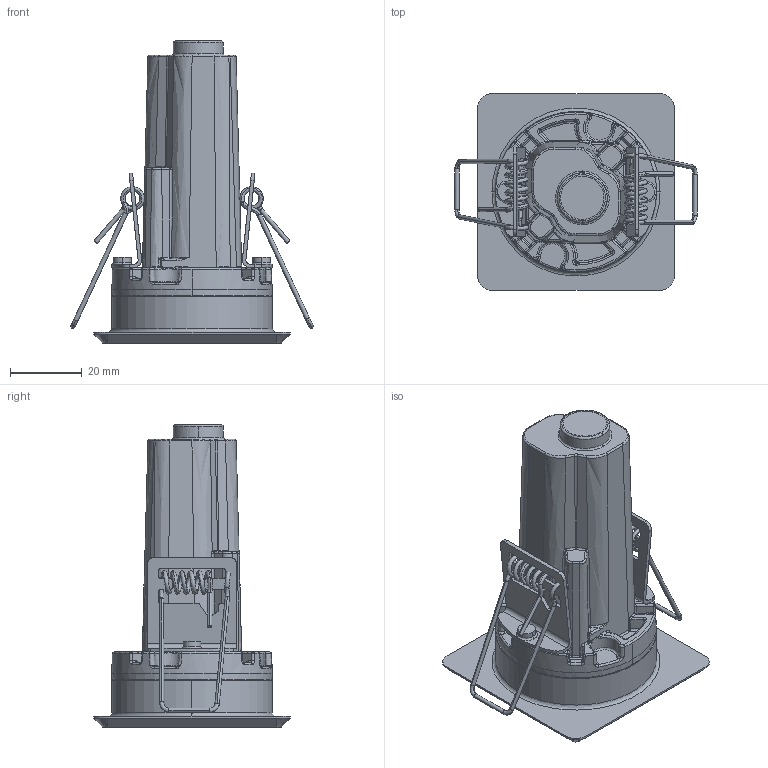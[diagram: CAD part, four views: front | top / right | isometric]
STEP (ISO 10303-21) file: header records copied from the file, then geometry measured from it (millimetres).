
FILE_DESCRIPTION(/* description */ (''),/* implementation_level */ '2;1');
FILE_NAME(/* name */ 'T406050_EGO 55 DL QUADRO',/* time_stamp */ '2018-02-01T18:05:57+01:00',/* author */ (''),/* organization */ (''),/* preprocessor_version */ 'ST-DEVELOPER v15',/* originating_system */ '',/* authorisation */ '');
FILE_SCHEMA (('CONFIG_CONTROL_DESIGN'));
Length unit declared in the file: millimetre
Products named in the file (1): Document
Bounding box: 67.8 x 55 x 84.5 mm (x, y, z)
Volume: 19137.5 mm3; surface area: 26450.3 mm2
Topology: 5 solids, 11 shells, 788 faces, 1969 edges, 1081 vertices
Faces by surface type: bspline 632, plane 156
Entity records: 38438 total; most frequent: CARTESIAN_POINT 28206, ORIENTED_EDGE 3712, EDGE_CURVE 1876, VERTEX_POINT 1081, EDGE_LOOP 797, ADVANCED_FACE 783, FACE_OUTER_BOUND 783, B_SPLINE_CURVE_WITH_KNOTS 599
